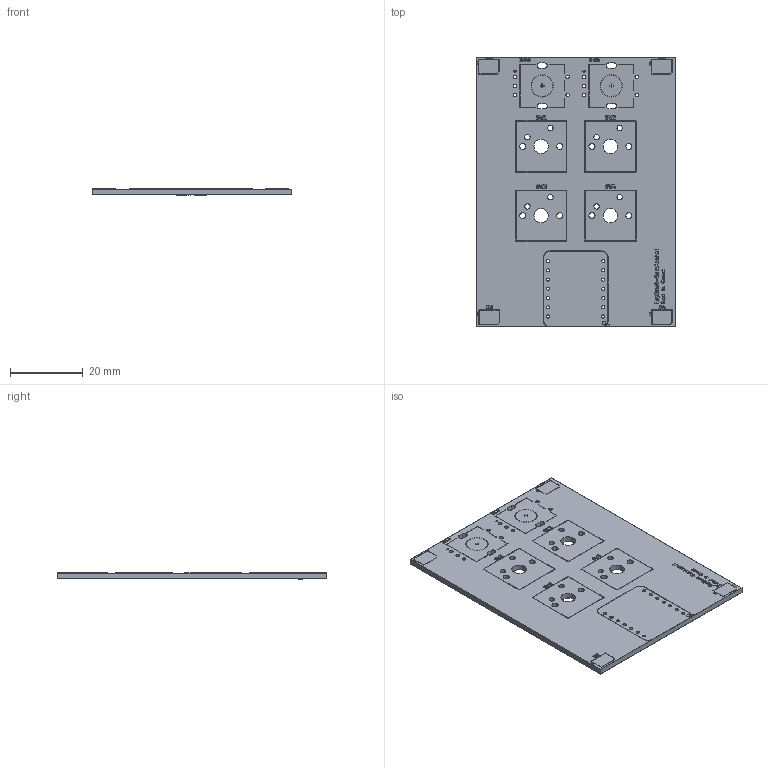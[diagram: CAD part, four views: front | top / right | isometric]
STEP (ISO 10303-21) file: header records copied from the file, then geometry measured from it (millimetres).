
FILE_DESCRIPTION(('KiCad electronic assembly'),'2;1');
FILE_NAME('KeyBeat.step','2025-12-06T09:52:32',('Pcbnew'),('Kicad'), 'Open CASCADE STEP processor 7.8','KiCad to STEP converter','Unknown' );
FILE_SCHEMA(('AUTOMOTIVE_DESIGN { 1 0 10303 214 1 1 1 1 }'));
Length unit declared in the file: millimetre
Products named in the file (6): KeyBeat 1; KeyBeat_silkscreen; KeyBeat_soldermask; KeyBeat_PCB
Assembly tree (5 placements, depth 2):
  KeyBeat 1
    KeyBeat_silkscreen
    KeyBeat_silkscreen
    KeyBeat_soldermask
    KeyBeat_soldermask
    KeyBeat_PCB
Bounding box: 54.97 x 74.3 x 1.66 mm (x, y, z)
Volume: 5994 mm3; surface area: 16699.1 mm2
Topology: 1 solids, 96 shells, 161 faces, 1928 edges, 1864 vertices
Faces by surface type: plane 109, cylinder 52
Full cylindrical faces by diameter (mm): 0.889 x14, 1 x10, 1.5 x8, 1.7 x8, 4 x4
Entity records: 18973 total; most frequent: CARTESIAN_POINT 3959, DIRECTION 2847, ORIENTED_EDGE 2120, EDGE_CURVE 1928, VERTEX_POINT 1864, LINE 1343, VECTOR 1343, AXIS2_PLACEMENT_3D 752
